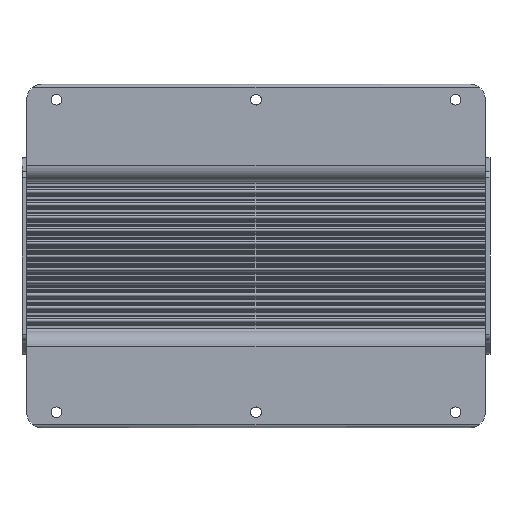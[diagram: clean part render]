
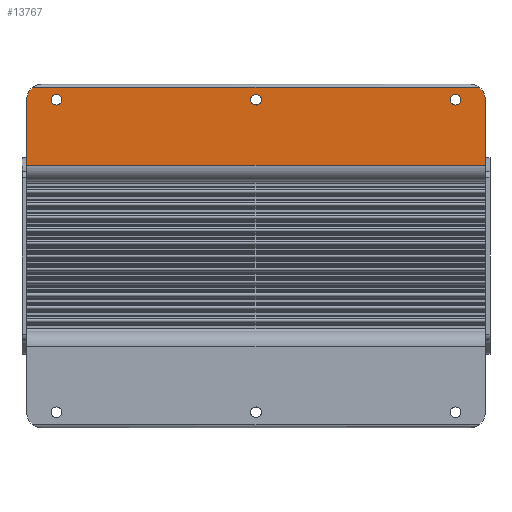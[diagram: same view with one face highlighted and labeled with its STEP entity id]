
A CAD part, front view. The second image highlights one B-rep face of the part: STEP entity #13767.
In plain terms, the highlighted planar face has unit normal (0, -1, 0).
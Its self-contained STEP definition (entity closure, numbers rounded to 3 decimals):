
#142 = AXIS2_PLACEMENT_3D ( 'NONE', #7658, #22938, #9904 ) ;
#251 = FACE_BOUND ( 'NONE', #9199, .T. ) ;
#616 = ORIENTED_EDGE ( 'NONE', *, *, #32072, .T. ) ;
#1052 = ORIENTED_EDGE ( 'NONE', *, *, #31265, .T. ) ;
#1136 = CIRCLE ( 'NONE', #18730, 5. ) ;
#2216 = VERTEX_POINT ( 'NONE', #20825 ) ;
#3146 = AXIS2_PLACEMENT_3D ( 'NONE', #17669, #12480, #7095 ) ;
#3397 = EDGE_CURVE ( 'NONE', #31352, #13725, #21601, .T. ) ;
#3485 = CARTESIAN_POINT ( 'NONE',  ( -65., -9., 49.15 ) ) ;
#3727 = CIRCLE ( 'NONE', #24101, 1.75 ) ;
#4237 = EDGE_LOOP ( 'NONE', ( #30665, #1052, #15151, #23392, #23001, #20358 ) ) ;
#4868 = CARTESIAN_POINT ( 'NONE',  ( 65., -9., 50.9 ) ) ;
#5466 = FACE_BOUND ( 'NONE', #6516, .T. ) ;
#5533 = AXIS2_PLACEMENT_3D ( 'NONE', #16518, #6270, #6492 ) ;
#5560 = VECTOR ( 'NONE', #9058, 1000. ) ;
#5923 = CARTESIAN_POINT ( 'NONE',  ( -72.7, -9., 54.9 ) ) ;
#5971 = ORIENTED_EDGE ( 'NONE', *, *, #11266, .T. ) ;
#6270 = DIRECTION ( 'NONE',  ( 0., 1., 0. ) ) ;
#6462 = VERTEX_POINT ( 'NONE', #5923 ) ;
#6492 = DIRECTION ( 'NONE',  ( 0., 0., 1. ) ) ;
#6516 = EDGE_LOOP ( 'NONE', ( #5971, #20591 ) ) ;
#6596 = EDGE_CURVE ( 'NONE', #18306, #11910, #3727, .T. ) ;
#7095 = DIRECTION ( 'NONE',  ( 0., 0., -1. ) ) ;
#7228 = AXIS2_PLACEMENT_3D ( 'NONE', #18697, #23741, #26450 ) ;
#7307 = DIRECTION ( 'NONE',  ( 0., 0., 1. ) ) ;
#7367 = CARTESIAN_POINT ( 'NONE',  ( -65., -9., 52.65 ) ) ;
#7572 = DIRECTION ( 'NONE',  ( 0., 0., -1. ) ) ;
#7658 = CARTESIAN_POINT ( 'NONE',  ( 107.364, -9., 55.9 ) ) ;
#7945 = ORIENTED_EDGE ( 'NONE', *, *, #30279, .T. ) ;
#8317 = LINE ( 'NONE', #14689, #17960 ) ;
#8625 = EDGE_CURVE ( 'NONE', #10720, #27505, #13242, .T. ) ;
#9058 = DIRECTION ( 'NONE',  ( 1., 0., 0. ) ) ;
#9199 = EDGE_LOOP ( 'NONE', ( #23851, #29287 ) ) ;
#9200 = DIRECTION ( 'NONE',  ( 0., 1., 0. ) ) ;
#9360 = EDGE_CURVE ( 'NONE', #2216, #9917, #12605, .T. ) ;
#9904 = DIRECTION ( 'NONE',  ( 0., 0., 1. ) ) ;
#9917 = VERTEX_POINT ( 'NONE', #20266 ) ;
#10292 = AXIS2_PLACEMENT_3D ( 'NONE', #22597, #19677, #24282 ) ;
#10720 = VERTEX_POINT ( 'NONE', #18529 ) ;
#11210 = CARTESIAN_POINT ( 'NONE',  ( -74.7, -9., 29.5 ) ) ;
#11266 = EDGE_CURVE ( 'NONE', #11910, #18306, #12860, .T. ) ;
#11313 = CIRCLE ( 'NONE', #7228, 5. ) ;
#11853 = CARTESIAN_POINT ( 'NONE',  ( 107.364, -9., 29.5 ) ) ;
#11910 = VERTEX_POINT ( 'NONE', #16917 ) ;
#11965 = CIRCLE ( 'NONE', #3146, 1.75 ) ;
#12013 = EDGE_CURVE ( 'NONE', #27505, #31352, #18458, .T. ) ;
#12480 = DIRECTION ( 'NONE',  ( 0., 1., 0. ) ) ;
#12605 = CIRCLE ( 'NONE', #10292, 1.75 ) ;
#12669 = EDGE_CURVE ( 'NONE', #9917, #2216, #11965, .T. ) ;
#12860 = CIRCLE ( 'NONE', #29555, 1.75 ) ;
#12870 = DIRECTION ( 'NONE',  ( 0., 1., 0. ) ) ;
#13242 = LINE ( 'NONE', #18714, #21279 ) ;
#13725 = VERTEX_POINT ( 'NONE', #30007 ) ;
#13767 = ADVANCED_FACE ( 'NONE', ( #5466, #251, #23959, #16319 ), #30677, .F. ) ;
#14689 = CARTESIAN_POINT ( 'NONE',  ( 107.364, -9., 54.9 ) ) ;
#15151 = ORIENTED_EDGE ( 'NONE', *, *, #8625, .T. ) ;
#15783 = DIRECTION ( 'NONE',  ( 0., 0., -1. ) ) ;
#15966 = DIRECTION ( 'NONE',  ( 0., 0., 1. ) ) ;
#16319 = FACE_OUTER_BOUND ( 'NONE', #4237, .T. ) ;
#16518 = CARTESIAN_POINT ( 'NONE',  ( -65., -9., 50.9 ) ) ;
#16917 = CARTESIAN_POINT ( 'NONE',  ( 65., -9., 52.65 ) ) ;
#17396 = VERTEX_POINT ( 'NONE', #7367 ) ;
#17525 = EDGE_CURVE ( 'NONE', #29087, #6462, #8317, .T. ) ;
#17669 = CARTESIAN_POINT ( 'NONE',  ( 0., -9., 50.9 ) ) ;
#17960 = VECTOR ( 'NONE', #27608, 1000. ) ;
#18306 = VERTEX_POINT ( 'NONE', #20316 ) ;
#18458 = LINE ( 'NONE', #11853, #5560 ) ;
#18529 = CARTESIAN_POINT ( 'NONE',  ( -74.7, -9., 50.9 ) ) ;
#18697 = CARTESIAN_POINT ( 'NONE',  ( -69.7, -9., 50.9 ) ) ;
#18714 = CARTESIAN_POINT ( 'NONE',  ( -74.7, -9., 55.9 ) ) ;
#18730 = AXIS2_PLACEMENT_3D ( 'NONE', #20010, #24952, #7307 ) ;
#18872 = VERTEX_POINT ( 'NONE', #3485 ) ;
#19677 = DIRECTION ( 'NONE',  ( 0., 1., 0. ) ) ;
#20010 = CARTESIAN_POINT ( 'NONE',  ( 69.7, -9., 50.9 ) ) ;
#20086 = DIRECTION ( 'NONE',  ( 0., 0., 1. ) ) ;
#20266 = CARTESIAN_POINT ( 'NONE',  ( 0., -9., 49.15 ) ) ;
#20316 = CARTESIAN_POINT ( 'NONE',  ( 65., -9., 49.15 ) ) ;
#20358 = ORIENTED_EDGE ( 'NONE', *, *, #28625, .T. ) ;
#20586 = CIRCLE ( 'NONE', #27845, 1.75 ) ;
#20591 = ORIENTED_EDGE ( 'NONE', *, *, #6596, .T. ) ;
#20825 = CARTESIAN_POINT ( 'NONE',  ( 0., -9., 52.65 ) ) ;
#21279 = VECTOR ( 'NONE', #15783, 1000. ) ;
#21601 = LINE ( 'NONE', #23717, #28801 ) ;
#22121 = CIRCLE ( 'NONE', #5533, 1.75 ) ;
#22597 = CARTESIAN_POINT ( 'NONE',  ( 0., -9., 50.9 ) ) ;
#22938 = DIRECTION ( 'NONE',  ( 0., 1., 0. ) ) ;
#23001 = ORIENTED_EDGE ( 'NONE', *, *, #3397, .T. ) ;
#23392 = ORIENTED_EDGE ( 'NONE', *, *, #12013, .T. ) ;
#23717 = CARTESIAN_POINT ( 'NONE',  ( 74.7, -9., 55.9 ) ) ;
#23741 = DIRECTION ( 'NONE',  ( 0., -1., 0. ) ) ;
#23851 = ORIENTED_EDGE ( 'NONE', *, *, #9360, .T. ) ;
#23959 = FACE_BOUND ( 'NONE', #32761, .T. ) ;
#24101 = AXIS2_PLACEMENT_3D ( 'NONE', #32685, #9200, #27303 ) ;
#24282 = DIRECTION ( 'NONE',  ( 0., 0., -1. ) ) ;
#24952 = DIRECTION ( 'NONE',  ( 0., -1., 0. ) ) ;
#26219 = CARTESIAN_POINT ( 'NONE',  ( 74.7, -9., 29.5 ) ) ;
#26450 = DIRECTION ( 'NONE',  ( 0., 0., 1. ) ) ;
#27303 = DIRECTION ( 'NONE',  ( 0., 0., -1. ) ) ;
#27505 = VERTEX_POINT ( 'NONE', #11210 ) ;
#27608 = DIRECTION ( 'NONE',  ( -1., 0., 0. ) ) ;
#27845 = AXIS2_PLACEMENT_3D ( 'NONE', #30518, #12870, #20086 ) ;
#28625 = EDGE_CURVE ( 'NONE', #13725, #29087, #1136, .T. ) ;
#28801 = VECTOR ( 'NONE', #15966, 1000. ) ;
#29087 = VERTEX_POINT ( 'NONE', #32971 ) ;
#29287 = ORIENTED_EDGE ( 'NONE', *, *, #12669, .T. ) ;
#29555 = AXIS2_PLACEMENT_3D ( 'NONE', #4868, #33088, #7572 ) ;
#30007 = CARTESIAN_POINT ( 'NONE',  ( 74.7, -9., 50.9 ) ) ;
#30279 = EDGE_CURVE ( 'NONE', #17396, #18872, #20586, .T. ) ;
#30518 = CARTESIAN_POINT ( 'NONE',  ( -65., -9., 50.9 ) ) ;
#30665 = ORIENTED_EDGE ( 'NONE', *, *, #17525, .T. ) ;
#30677 = PLANE ( 'NONE',  #142 ) ;
#31265 = EDGE_CURVE ( 'NONE', #6462, #10720, #11313, .T. ) ;
#31352 = VERTEX_POINT ( 'NONE', #26219 ) ;
#32072 = EDGE_CURVE ( 'NONE', #18872, #17396, #22121, .T. ) ;
#32685 = CARTESIAN_POINT ( 'NONE',  ( 65., -9., 50.9 ) ) ;
#32761 = EDGE_LOOP ( 'NONE', ( #7945, #616 ) ) ;
#32971 = CARTESIAN_POINT ( 'NONE',  ( 72.7, -9., 54.9 ) ) ;
#33088 = DIRECTION ( 'NONE',  ( 0., 1., 0. ) ) ;
